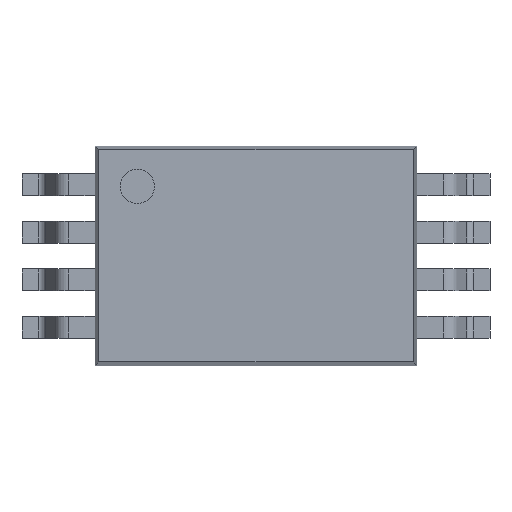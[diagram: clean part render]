
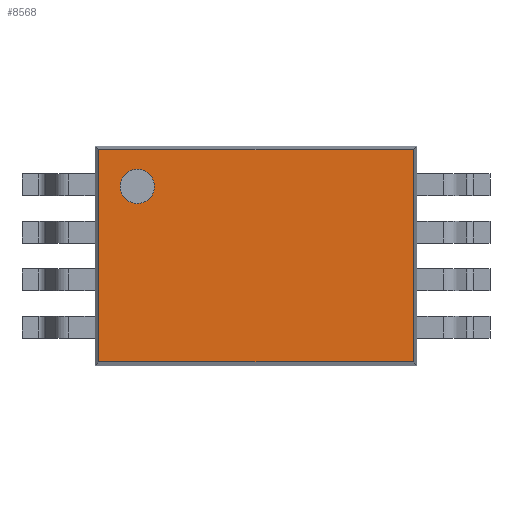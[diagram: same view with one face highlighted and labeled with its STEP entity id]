
A CAD part, top view. The second image highlights one B-rep face of the part: STEP entity #8568.
In plain terms, the highlighted planar face has unit normal (0, 0, 1).
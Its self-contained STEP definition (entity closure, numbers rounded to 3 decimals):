
#7953 = PLANE('',#7954);
#7954 = AXIS2_PLACEMENT_3D('',#7955,#7956,#7957);
#7955 = CARTESIAN_POINT('',(-2.2,1.475,0.875));
#7956 = DIRECTION('',(0.,0.994,0.11)
  );
#7957 = DIRECTION('',(-1.,0.,0.));
#8066 = PLANE('',#8067);
#8067 = AXIS2_PLACEMENT_3D('',#8068,#8069,#8070);
#8068 = CARTESIAN_POINT('',(-2.175,-1.5,0.875));
#8069 = DIRECTION('',(-0.994,0.,0.11)
  );
#8070 = DIRECTION('',(0.,-1.,0.));
#8190 = VERTEX_POINT('',#8191);
#8191 = CARTESIAN_POINT('',(-2.15,1.45,1.1));
#8214 = VERTEX_POINT('',#8215);
#8215 = CARTESIAN_POINT('',(2.15,1.45,1.1));
#8229 = PLANE('',#8230);
#8230 = AXIS2_PLACEMENT_3D('',#8231,#8232,#8233);
#8231 = CARTESIAN_POINT('',(2.175,1.5,0.875));
#8232 = DIRECTION('',(0.994,0.,0.11)
  );
#8233 = DIRECTION('',(0.,1.,0.));
#8241 = EDGE_CURVE('',#8190,#8214,#8242,.T.);
#8242 = SURFACE_CURVE('',#8243,(#8247,#8254),.PCURVE_S1.);
#8243 = LINE('',#8244,#8245);
#8244 = CARTESIAN_POINT('',(-2.2,1.45,1.1));
#8245 = VECTOR('',#8246,1.);
#8246 = DIRECTION('',(1.,0.,0.));
#8247 = PCURVE('',#7953,#8248);
#8248 = DEFINITIONAL_REPRESENTATION('',(#8249),#8253);
#8249 = LINE('',#8250,#8251);
#8250 = CARTESIAN_POINT('',(0.,0.226));
#8251 = VECTOR('',#8252,1.);
#8252 = DIRECTION('',(-1.,0.));
#8253 = ( GEOMETRIC_REPRESENTATION_CONTEXT(2) 
PARAMETRIC_REPRESENTATION_CONTEXT() REPRESENTATION_CONTEXT('2D SPACE',''
  ) );
#8254 = PCURVE('',#8255,#8260);
#8255 = PLANE('',#8256);
#8256 = AXIS2_PLACEMENT_3D('',#8257,#8258,#8259);
#8257 = CARTESIAN_POINT('',(-2.2,1.5,1.1));
#8258 = DIRECTION('',(0.,0.,1.));
#8259 = DIRECTION('',(1.,0.,0.));
#8260 = DEFINITIONAL_REPRESENTATION('',(#8261),#8265);
#8261 = LINE('',#8262,#8263);
#8262 = CARTESIAN_POINT('',(0.,-0.05));
#8263 = VECTOR('',#8264,1.);
#8264 = DIRECTION('',(1.,0.));
#8265 = ( GEOMETRIC_REPRESENTATION_CONTEXT(2) 
PARAMETRIC_REPRESENTATION_CONTEXT() REPRESENTATION_CONTEXT('2D SPACE',''
  ) );
#8356 = PLANE('',#8357);
#8357 = AXIS2_PLACEMENT_3D('',#8358,#8359,#8360);
#8358 = CARTESIAN_POINT('',(2.2,-1.475,0.875));
#8359 = DIRECTION('',(0.,-0.994,0.11)
  );
#8360 = DIRECTION('',(1.,0.,0.));
#8448 = VERTEX_POINT('',#8449);
#8449 = CARTESIAN_POINT('',(-2.15,-1.45,1.1));
#8472 = EDGE_CURVE('',#8448,#8190,#8473,.T.);
#8473 = SURFACE_CURVE('',#8474,(#8478,#8485),.PCURVE_S1.);
#8474 = LINE('',#8475,#8476);
#8475 = CARTESIAN_POINT('',(-2.15,-1.5,1.1));
#8476 = VECTOR('',#8477,1.);
#8477 = DIRECTION('',(0.,1.,0.));
#8478 = PCURVE('',#8066,#8479);
#8479 = DEFINITIONAL_REPRESENTATION('',(#8480),#8484);
#8480 = LINE('',#8481,#8482);
#8481 = CARTESIAN_POINT('',(0.,0.226));
#8482 = VECTOR('',#8483,1.);
#8483 = DIRECTION('',(-1.,0.));
#8484 = ( GEOMETRIC_REPRESENTATION_CONTEXT(2) 
PARAMETRIC_REPRESENTATION_CONTEXT() REPRESENTATION_CONTEXT('2D SPACE',''
  ) );
#8485 = PCURVE('',#8255,#8486);
#8486 = DEFINITIONAL_REPRESENTATION('',(#8487),#8491);
#8487 = LINE('',#8488,#8489);
#8488 = CARTESIAN_POINT('',(0.05,-3.));
#8489 = VECTOR('',#8490,1.);
#8490 = DIRECTION('',(0.,1.));
#8491 = ( GEOMETRIC_REPRESENTATION_CONTEXT(2) 
PARAMETRIC_REPRESENTATION_CONTEXT() REPRESENTATION_CONTEXT('2D SPACE',''
  ) );
#8568 = ADVANCED_FACE('',(#8569,#8617),#8255,.T.);
#8569 = FACE_BOUND('',#8570,.T.);
#8570 = EDGE_LOOP('',(#8571,#8572,#8573,#8596));
#8571 = ORIENTED_EDGE('',*,*,#8241,.F.);
#8572 = ORIENTED_EDGE('',*,*,#8472,.F.);
#8573 = ORIENTED_EDGE('',*,*,#8574,.F.);
#8574 = EDGE_CURVE('',#8575,#8448,#8577,.T.);
#8575 = VERTEX_POINT('',#8576);
#8576 = CARTESIAN_POINT('',(2.15,-1.45,1.1));
#8577 = SURFACE_CURVE('',#8578,(#8582,#8589),.PCURVE_S1.);
#8578 = LINE('',#8579,#8580);
#8579 = CARTESIAN_POINT('',(2.2,-1.45,1.1));
#8580 = VECTOR('',#8581,1.);
#8581 = DIRECTION('',(-1.,0.,0.));
#8582 = PCURVE('',#8255,#8583);
#8583 = DEFINITIONAL_REPRESENTATION('',(#8584),#8588);
#8584 = LINE('',#8585,#8586);
#8585 = CARTESIAN_POINT('',(4.4,-2.95));
#8586 = VECTOR('',#8587,1.);
#8587 = DIRECTION('',(-1.,0.));
#8588 = ( GEOMETRIC_REPRESENTATION_CONTEXT(2) 
PARAMETRIC_REPRESENTATION_CONTEXT() REPRESENTATION_CONTEXT('2D SPACE',''
  ) );
#8589 = PCURVE('',#8356,#8590);
#8590 = DEFINITIONAL_REPRESENTATION('',(#8591),#8595);
#8591 = LINE('',#8592,#8593);
#8592 = CARTESIAN_POINT('',(0.,0.226));
#8593 = VECTOR('',#8594,1.);
#8594 = DIRECTION('',(-1.,0.));
#8595 = ( GEOMETRIC_REPRESENTATION_CONTEXT(2) 
PARAMETRIC_REPRESENTATION_CONTEXT() REPRESENTATION_CONTEXT('2D SPACE',''
  ) );
#8596 = ORIENTED_EDGE('',*,*,#8597,.F.);
#8597 = EDGE_CURVE('',#8214,#8575,#8598,.T.);
#8598 = SURFACE_CURVE('',#8599,(#8603,#8610),.PCURVE_S1.);
#8599 = LINE('',#8600,#8601);
#8600 = CARTESIAN_POINT('',(2.15,1.5,1.1));
#8601 = VECTOR('',#8602,1.);
#8602 = DIRECTION('',(0.,-1.,0.));
#8603 = PCURVE('',#8255,#8604);
#8604 = DEFINITIONAL_REPRESENTATION('',(#8605),#8609);
#8605 = LINE('',#8606,#8607);
#8606 = CARTESIAN_POINT('',(4.35,0.));
#8607 = VECTOR('',#8608,1.);
#8608 = DIRECTION('',(0.,-1.));
#8609 = ( GEOMETRIC_REPRESENTATION_CONTEXT(2) 
PARAMETRIC_REPRESENTATION_CONTEXT() REPRESENTATION_CONTEXT('2D SPACE',''
  ) );
#8610 = PCURVE('',#8229,#8611);
#8611 = DEFINITIONAL_REPRESENTATION('',(#8612),#8616);
#8612 = LINE('',#8613,#8614);
#8613 = CARTESIAN_POINT('',(0.,0.226));
#8614 = VECTOR('',#8615,1.);
#8615 = DIRECTION('',(-1.,0.));
#8616 = ( GEOMETRIC_REPRESENTATION_CONTEXT(2) 
PARAMETRIC_REPRESENTATION_CONTEXT() REPRESENTATION_CONTEXT('2D SPACE',''
  ) );
#8617 = FACE_BOUND('',#8618,.T.);
#8618 = EDGE_LOOP('',(#8619));
#8619 = ORIENTED_EDGE('',*,*,#8620,.F.);
#8620 = EDGE_CURVE('',#8621,#8621,#8623,.T.);
#8621 = VERTEX_POINT('',#8622);
#8622 = CARTESIAN_POINT('',(-1.388,0.95,1.1));
#8623 = SURFACE_CURVE('',#8624,(#8629,#8636),.PCURVE_S1.);
#8624 = CIRCLE('',#8625,0.235);
#8625 = AXIS2_PLACEMENT_3D('',#8626,#8627,#8628);
#8626 = CARTESIAN_POINT('',(-1.623,0.95,1.1));
#8627 = DIRECTION('',(0.,0.,1.));
#8628 = DIRECTION('',(1.,0.,0.));
#8629 = PCURVE('',#8255,#8630);
#8630 = DEFINITIONAL_REPRESENTATION('',(#8631),#8635);
#8631 = CIRCLE('',#8632,0.235);
#8632 = AXIS2_PLACEMENT_2D('',#8633,#8634);
#8633 = CARTESIAN_POINT('',(0.577,-0.55));
#8634 = DIRECTION('',(1.,0.));
#8635 = ( GEOMETRIC_REPRESENTATION_CONTEXT(2) 
PARAMETRIC_REPRESENTATION_CONTEXT() REPRESENTATION_CONTEXT('2D SPACE',''
  ) );
#8636 = PCURVE('',#8637,#8642);
#8637 = CYLINDRICAL_SURFACE('',#8638,0.235);
#8638 = AXIS2_PLACEMENT_3D('',#8639,#8640,#8641);
#8639 = CARTESIAN_POINT('',(-1.623,0.95,1.1));
#8640 = DIRECTION('',(0.,0.,1.));
#8641 = DIRECTION('',(1.,0.,-0.));
#8642 = DEFINITIONAL_REPRESENTATION('',(#8643),#8647);
#8643 = LINE('',#8644,#8645);
#8644 = CARTESIAN_POINT('',(0.,0.));
#8645 = VECTOR('',#8646,1.);
#8646 = DIRECTION('',(1.,0.));
#8647 = ( GEOMETRIC_REPRESENTATION_CONTEXT(2) 
PARAMETRIC_REPRESENTATION_CONTEXT() REPRESENTATION_CONTEXT('2D SPACE',''
  ) );
